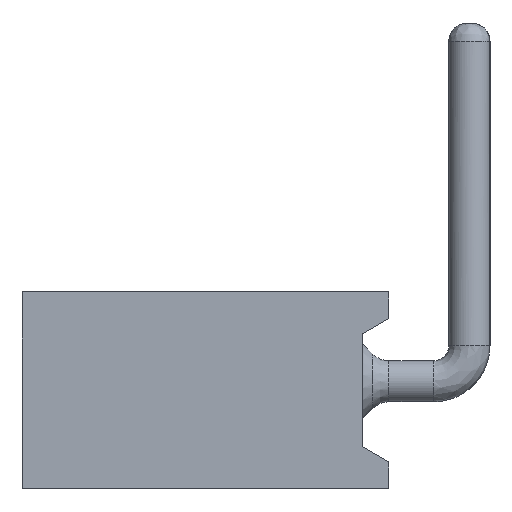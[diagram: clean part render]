
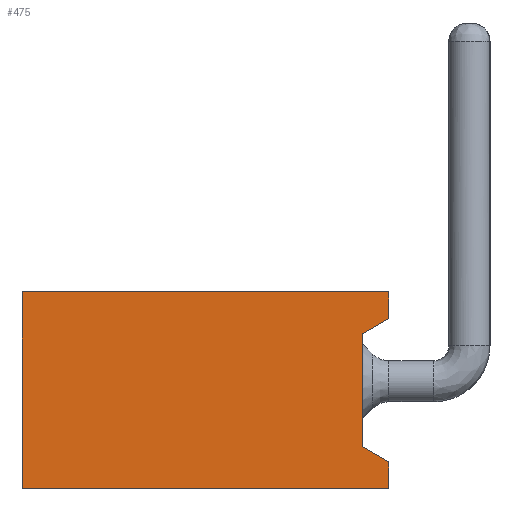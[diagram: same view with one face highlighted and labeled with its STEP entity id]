
A CAD part, left-side view. The second image highlights one B-rep face of the part: STEP entity #475.
In plain terms, the highlighted planar face has unit normal (-1, 0, 0).
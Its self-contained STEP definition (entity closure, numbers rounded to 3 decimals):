
#380=CARTESIAN_POINT('',(0.,2.05,-1.1));
#381=DIRECTION('',(0.,0.,1.));
#382=DIRECTION('',(-1.,0.,0.));
#383=AXIS2_PLACEMENT_3D('',#380,#382,#381);
#384=PLANE('',#383);
#385=CARTESIAN_POINT('',(0.,0.3,-0.47));
#386=VERTEX_POINT('',#385);
#387=CARTESIAN_POINT('',(0.,0.,-0.3));
#388=VERTEX_POINT('',#387);
#389=CARTESIAN_POINT('',(0.,0.3,-0.47));
#390=CARTESIAN_POINT('',(0.,0.24,-0.436));
#391=CARTESIAN_POINT('',(0.,0.18,-0.402));
#392=CARTESIAN_POINT('',(0.,0.12,-0.368));
#393=CARTESIAN_POINT('',(0.,0.06,-0.334));
#394=CARTESIAN_POINT('',(0.,0.,-0.3));
#395=B_SPLINE_CURVE_WITH_KNOTS('',5,(#389,#390,#391,#392,#393,#394),.UNSPECIFIED.,.F.,.U.,(6,6),(0.,0.345),.UNSPECIFIED.);
#396=EDGE_CURVE('',#386,#388,#395,.T.);
#397=ORIENTED_EDGE('',*,*,#396,.T.);
#398=CARTESIAN_POINT('',(0.,0.,0.));
#399=VERTEX_POINT('',#398);
#400=CARTESIAN_POINT('',(0.,0.,-0.3));
#401=CARTESIAN_POINT('',(0.,0.,-0.24));
#402=CARTESIAN_POINT('',(0.,0.,-0.18));
#403=CARTESIAN_POINT('',(0.,0.,-0.12));
#404=CARTESIAN_POINT('',(0.,0.,-0.06));
#405=CARTESIAN_POINT('',(0.,0.,0.));
#406=B_SPLINE_CURVE_WITH_KNOTS('',5,(#400,#401,#402,#403,#404,#405),.UNSPECIFIED.,.F.,.U.,(6,6),(0.,0.3),.UNSPECIFIED.);
#407=EDGE_CURVE('',#388,#399,#406,.T.);
#408=ORIENTED_EDGE('',*,*,#407,.T.);
#409=CARTESIAN_POINT('',(0.,4.1,0.));
#410=VERTEX_POINT('',#409);
#411=CARTESIAN_POINT('',(0.,0.,0.));
#412=CARTESIAN_POINT('',(0.,0.82,0.));
#413=CARTESIAN_POINT('',(0.,1.64,0.));
#414=CARTESIAN_POINT('',(0.,2.46,0.));
#415=CARTESIAN_POINT('',(0.,3.28,0.));
#416=CARTESIAN_POINT('',(0.,4.1,0.));
#417=B_SPLINE_CURVE_WITH_KNOTS('',5,(#411,#412,#413,#414,#415,#416),.UNSPECIFIED.,.F.,.U.,(6,6),(0.,4.1),.UNSPECIFIED.);
#418=EDGE_CURVE('',#399,#410,#417,.T.);
#419=ORIENTED_EDGE('',*,*,#418,.T.);
#420=CARTESIAN_POINT('',(0.,4.1,-2.2));
#421=VERTEX_POINT('',#420);
#422=CARTESIAN_POINT('',(0.,4.1,0.));
#423=CARTESIAN_POINT('',(0.,4.1,-0.44));
#424=CARTESIAN_POINT('',(0.,4.1,-0.88));
#425=CARTESIAN_POINT('',(0.,4.1,-1.32));
#426=CARTESIAN_POINT('',(0.,4.1,-1.76));
#427=CARTESIAN_POINT('',(0.,4.1,-2.2));
#428=B_SPLINE_CURVE_WITH_KNOTS('',5,(#422,#423,#424,#425,#426,#427),.UNSPECIFIED.,.F.,.U.,(6,6),(0.,2.2),.UNSPECIFIED.);
#429=EDGE_CURVE('',#410,#421,#428,.T.);
#430=ORIENTED_EDGE('',*,*,#429,.T.);
#431=CARTESIAN_POINT('',(0.,0.,-2.2));
#432=VERTEX_POINT('',#431);
#433=CARTESIAN_POINT('',(0.,4.1,-2.2));
#434=CARTESIAN_POINT('',(0.,3.28,-2.2));
#435=CARTESIAN_POINT('',(0.,2.46,-2.2));
#436=CARTESIAN_POINT('',(0.,1.64,-2.2));
#437=CARTESIAN_POINT('',(0.,0.82,-2.2));
#438=CARTESIAN_POINT('',(0.,0.,-2.2));
#439=B_SPLINE_CURVE_WITH_KNOTS('',5,(#433,#434,#435,#436,#437,#438),.UNSPECIFIED.,.F.,.U.,(6,6),(0.,4.1),.UNSPECIFIED.);
#440=EDGE_CURVE('',#421,#432,#439,.T.);
#441=ORIENTED_EDGE('',*,*,#440,.T.);
#442=CARTESIAN_POINT('',(0.,0.,-1.9));
#443=VERTEX_POINT('',#442);
#444=CARTESIAN_POINT('',(0.,0.,-1.9));
#445=CARTESIAN_POINT('',(0.,0.,-1.96));
#446=CARTESIAN_POINT('',(0.,0.,-2.02));
#447=CARTESIAN_POINT('',(0.,0.,-2.08));
#448=CARTESIAN_POINT('',(0.,0.,-2.14));
#449=CARTESIAN_POINT('',(0.,0.,-2.2));
#450=B_SPLINE_CURVE_WITH_KNOTS('',5,(#444,#445,#446,#447,#448,#449),.UNSPECIFIED.,.F.,.U.,(6,6),(0.,0.3),.UNSPECIFIED.);
#451=EDGE_CURVE('',#443,#432,#450,.T.);
#452=ORIENTED_EDGE('',*,*,#451,.F.);
#453=CARTESIAN_POINT('',(0.,0.3,-1.73));
#454=VERTEX_POINT('',#453);
#455=CARTESIAN_POINT('',(0.,0.,-1.9));
#456=CARTESIAN_POINT('',(0.,0.06,-1.866));
#457=CARTESIAN_POINT('',(0.,0.12,-1.832));
#458=CARTESIAN_POINT('',(0.,0.18,-1.798));
#459=CARTESIAN_POINT('',(0.,0.24,-1.764));
#460=CARTESIAN_POINT('',(0.,0.3,-1.73));
#461=B_SPLINE_CURVE_WITH_KNOTS('',5,(#455,#456,#457,#458,#459,#460),.UNSPECIFIED.,.F.,.U.,(6,6),(0.,0.345),.UNSPECIFIED.);
#462=EDGE_CURVE('',#443,#454,#461,.T.);
#463=ORIENTED_EDGE('',*,*,#462,.T.);
#464=CARTESIAN_POINT('',(0.,0.3,-1.73));
#465=CARTESIAN_POINT('',(0.,0.3,-1.478));
#466=CARTESIAN_POINT('',(0.,0.3,-1.226));
#467=CARTESIAN_POINT('',(0.,0.3,-0.974));
#468=CARTESIAN_POINT('',(0.,0.3,-0.722));
#469=CARTESIAN_POINT('',(0.,0.3,-0.47));
#470=B_SPLINE_CURVE_WITH_KNOTS('',5,(#464,#465,#466,#467,#468,#469),.UNSPECIFIED.,.F.,.U.,(6,6),(0.,1.26),.UNSPECIFIED.);
#471=EDGE_CURVE('',#454,#386,#470,.T.);
#472=ORIENTED_EDGE('',*,*,#471,.T.);
#473=EDGE_LOOP('',(#397,#408,#419,#430,#441,#452,#463,#472));
#474=FACE_OUTER_BOUND('',#473,.T.);
#475=ADVANCED_FACE('',(#474),#384,.T.);
